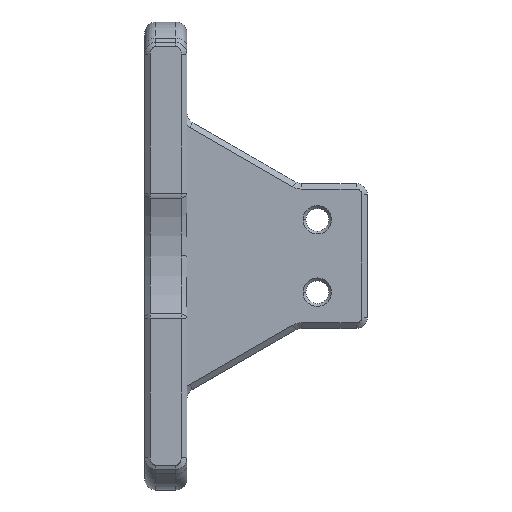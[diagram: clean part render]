
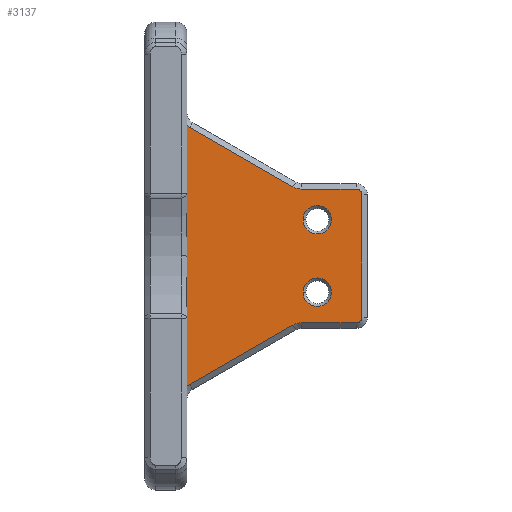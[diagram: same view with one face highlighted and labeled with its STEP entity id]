
A CAD part, top view. The second image highlights one B-rep face of the part: STEP entity #3137.
In plain terms, the highlighted planar face has unit normal (0, 0, 1).
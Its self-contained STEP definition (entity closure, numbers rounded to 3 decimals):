
#9 = CARTESIAN_POINT ( 'NONE',  ( -5.2, -12.851, 6. ) ) ;
#10 = ORIENTED_EDGE ( 'NONE', *, *, #60, .T. ) ;
#22 = CARTESIAN_POINT ( 'NONE',  ( 3.318, -6.201, 6. ) ) ;
#34 = DIRECTION ( 'NONE',  ( 0.866, 0.5, 0. ) ) ;
#41 = VECTOR ( 'NONE', #1509, 1000. ) ;
#60 = EDGE_CURVE ( 'NONE', #3572, #2201, #1537, .T. ) ;
#68 = CIRCLE ( 'NONE', #1817, 1.5 ) ;
#124 = CARTESIAN_POINT ( 'NONE',  ( 9., 6., 6. ) ) ;
#130 = CIRCLE ( 'NONE', #696, 1.275 ) ;
#139 = VERTEX_POINT ( 'NONE', #1762 ) ;
#235 = CIRCLE ( 'NONE', #2278, 1.275 ) ;
#237 = DIRECTION ( 'NONE',  ( 0., 0., -1. ) ) ;
#248 = CARTESIAN_POINT ( 'NONE',  ( -6.2, 11.733, 6. ) ) ;
#260 = ORIENTED_EDGE ( 'NONE', *, *, #2943, .T. ) ;
#281 = VERTEX_POINT ( 'NONE', #2745 ) ;
#395 = CARTESIAN_POINT ( 'NONE',  ( 5.5, -3.25, 6. ) ) ;
#437 = EDGE_CURVE ( 'NONE', #2779, #139, #1569, .T. ) ;
#484 = EDGE_CURVE ( 'NONE', #2640, #2251, #2147, .T. ) ;
#497 = ORIENTED_EDGE ( 'NONE', *, *, #1338, .T. ) ;
#517 = DIRECTION ( 'NONE',  ( 1., 0., 0. ) ) ;
#527 = DIRECTION ( 'NONE',  ( 1., 0., 0. ) ) ;
#544 = CIRCLE ( 'NONE', #2285, 0.5 ) ;
#546 = DIRECTION ( 'NONE',  ( 0., 0., 1. ) ) ;
#653 = VECTOR ( 'NONE', #1578, 1000. ) ;
#689 = ORIENTED_EDGE ( 'NONE', *, *, #1408, .F. ) ;
#696 = AXIS2_PLACEMENT_3D ( 'NONE', #395, #2523, #2826 ) ;
#734 = DIRECTION ( 'NONE',  ( 0., 0., 1. ) ) ;
#802 = DIRECTION ( 'NONE',  ( 0., 0., 1. ) ) ;
#822 = DIRECTION ( 'NONE',  ( 0., -1., 0. ) ) ;
#845 = CARTESIAN_POINT ( 'NONE',  ( -5.95, 11.552, 6. ) ) ;
#864 = CARTESIAN_POINT ( 'NONE',  ( 4.068, 7.5, 6. ) ) ;
#922 = CARTESIAN_POINT ( 'NONE',  ( -5.95, -11.552, 6. ) ) ;
#967 = CARTESIAN_POINT ( 'NONE',  ( 5.5, 3.25, 6. ) ) ;
#1006 = VECTOR ( 'NONE', #1800, 1000. ) ;
#1026 = DIRECTION ( 'NONE',  ( 0., 0., 1. ) ) ;
#1034 = ORIENTED_EDGE ( 'NONE', *, *, #437, .T. ) ;
#1049 = PLANE ( 'NONE',  #2788 ) ;
#1076 = CIRCLE ( 'NONE', #3361, 1.5 ) ;
#1091 = ORIENTED_EDGE ( 'NONE', *, *, #3058, .T. ) ;
#1093 = CARTESIAN_POINT ( 'NONE',  ( 9., -6., 6. ) ) ;
#1110 = VERTEX_POINT ( 'NONE', #3213 ) ;
#1179 = CARTESIAN_POINT ( 'NONE',  ( 4.068, -6., 6. ) ) ;
#1188 = EDGE_CURVE ( 'NONE', #1966, #3271, #1076, .T. ) ;
#1215 = ORIENTED_EDGE ( 'NONE', *, *, #1188, .T. ) ;
#1244 = AXIS2_PLACEMENT_3D ( 'NONE', #9, #2372, #2983 ) ;
#1276 = CARTESIAN_POINT ( 'NONE',  ( 6.775, -3.25, 6. ) ) ;
#1338 = EDGE_CURVE ( 'NONE', #3271, #2640, #2240, .T. ) ;
#1362 = CARTESIAN_POINT ( 'NONE',  ( 5.5, 3.25, 6. ) ) ;
#1408 = EDGE_CURVE ( 'NONE', #3565, #1110, #130, .T. ) ;
#1456 = CARTESIAN_POINT ( 'NONE',  ( 9., -5.5, 6. ) ) ;
#1457 = EDGE_CURVE ( 'NONE', #2605, #281, #235, .T. ) ;
#1509 = DIRECTION ( 'NONE',  ( 0., 1., 0. ) ) ;
#1532 = EDGE_CURVE ( 'NONE', #2251, #3571, #2439, .T. ) ;
#1537 = CIRCLE ( 'NONE', #1244, 1.5 ) ;
#1550 = DIRECTION ( 'NONE',  ( 0., 0., 1. ) ) ;
#1569 = LINE ( 'NONE', #845, #2300 ) ;
#1578 = DIRECTION ( 'NONE',  ( 1., 0., 0. ) ) ;
#1585 = CARTESIAN_POINT ( 'NONE',  ( 5.5, -3.25, 6. ) ) ;
#1623 = DIRECTION ( 'NONE',  ( 1., 0., 0. ) ) ;
#1630 = DIRECTION ( 'NONE',  ( 0., 0., 1. ) ) ;
#1695 = FACE_BOUND ( 'NONE', #2187, .T. ) ;
#1712 = VERTEX_POINT ( 'NONE', #124 ) ;
#1732 = VERTEX_POINT ( 'NONE', #2207 ) ;
#1762 = CARTESIAN_POINT ( 'NONE',  ( -5.95, 11.552, 6. ) ) ;
#1800 = DIRECTION ( 'NONE',  ( -1., 0., 0. ) ) ;
#1817 = AXIS2_PLACEMENT_3D ( 'NONE', #3820, #2333, #2021 ) ;
#1862 = AXIS2_PLACEMENT_3D ( 'NONE', #967, #1550, #3650 ) ;
#1876 = ORIENTED_EDGE ( 'NONE', *, *, #484, .T. ) ;
#1886 = LINE ( 'NONE', #22, #2081 ) ;
#1966 = VERTEX_POINT ( 'NONE', #2267 ) ;
#1976 = CARTESIAN_POINT ( 'NONE',  ( -6.2, 0., 6. ) ) ;
#1983 = CIRCLE ( 'NONE', #3021, 1.5 ) ;
#2021 = DIRECTION ( 'NONE',  ( 1., 0., 0. ) ) ;
#2023 = ORIENTED_EDGE ( 'NONE', *, *, #2472, .F. ) ;
#2081 = VECTOR ( 'NONE', #34, 1000. ) ;
#2134 = CIRCLE ( 'NONE', #3085, 1.275 ) ;
#2147 = CIRCLE ( 'NONE', #3600, 0.5 ) ;
#2182 = CARTESIAN_POINT ( 'NONE',  ( -6.2, -11.733, 6. ) ) ;
#2187 = EDGE_LOOP ( 'NONE', ( #689, #2023 ) ) ;
#2201 = VERTEX_POINT ( 'NONE', #922 ) ;
#2207 = CARTESIAN_POINT ( 'NONE',  ( 4.068, 6., 6. ) ) ;
#2240 = LINE ( 'NONE', #3431, #653 ) ;
#2251 = VERTEX_POINT ( 'NONE', #2766 ) ;
#2264 = CARTESIAN_POINT ( 'NONE',  ( 0., 0., 6. ) ) ;
#2265 = EDGE_CURVE ( 'NONE', #281, #2605, #2469, .T. ) ;
#2267 = CARTESIAN_POINT ( 'NONE',  ( 3.318, -6.201, 6. ) ) ;
#2278 = AXIS2_PLACEMENT_3D ( 'NONE', #1362, #802, #517 ) ;
#2285 = AXIS2_PLACEMENT_3D ( 'NONE', #3778, #1026, #1623 ) ;
#2300 = VECTOR ( 'NONE', #2654, 1000. ) ;
#2315 = DIRECTION ( 'NONE',  ( 0., 0., -1. ) ) ;
#2333 = DIRECTION ( 'NONE',  ( 0., 0., -1. ) ) ;
#2344 = DIRECTION ( 'NONE',  ( 1., 0., 0. ) ) ;
#2372 = DIRECTION ( 'NONE',  ( 0., 0., -1. ) ) ;
#2427 = ORIENTED_EDGE ( 'NONE', *, *, #3621, .T. ) ;
#2439 = LINE ( 'NONE', #2999, #41 ) ;
#2469 = CIRCLE ( 'NONE', #1862, 1.275 ) ;
#2472 = EDGE_CURVE ( 'NONE', #1110, #3565, #2134, .T. ) ;
#2523 = DIRECTION ( 'NONE',  ( 0., 0., 1. ) ) ;
#2605 = VERTEX_POINT ( 'NONE', #2960 ) ;
#2640 = VERTEX_POINT ( 'NONE', #1093 ) ;
#2643 = DIRECTION ( 'NONE',  ( 1., 0., 0. ) ) ;
#2654 = DIRECTION ( 'NONE',  ( -0.866, 0.5, 0. ) ) ;
#2676 = EDGE_CURVE ( 'NONE', #139, #3675, #68, .T. ) ;
#2705 = CARTESIAN_POINT ( 'NONE',  ( 4.068, 6., 6. ) ) ;
#2745 = CARTESIAN_POINT ( 'NONE',  ( 6.775, 3.25, 6. ) ) ;
#2766 = CARTESIAN_POINT ( 'NONE',  ( 9.5, -5.5, 6. ) ) ;
#2779 = VERTEX_POINT ( 'NONE', #3067 ) ;
#2788 = AXIS2_PLACEMENT_3D ( 'NONE', #2264, #1630, #3743 ) ;
#2826 = DIRECTION ( 'NONE',  ( 1., 0., 0. ) ) ;
#2827 = ORIENTED_EDGE ( 'NONE', *, *, #3416, .T. ) ;
#2943 = EDGE_CURVE ( 'NONE', #3675, #3572, #3637, .T. ) ;
#2960 = CARTESIAN_POINT ( 'NONE',  ( 4.225, 3.25, 6. ) ) ;
#2983 = DIRECTION ( 'NONE',  ( 1., 0., 0. ) ) ;
#2999 = CARTESIAN_POINT ( 'NONE',  ( 9.5, 5.5, 6. ) ) ;
#3021 = AXIS2_PLACEMENT_3D ( 'NONE', #864, #2315, #2344 ) ;
#3033 = LINE ( 'NONE', #2705, #1006 ) ;
#3058 = EDGE_CURVE ( 'NONE', #1712, #1732, #3033, .T. ) ;
#3067 = CARTESIAN_POINT ( 'NONE',  ( 3.318, 6.201, 6. ) ) ;
#3068 = EDGE_LOOP ( 'NONE', ( #3694, #3181 ) ) ;
#3085 = AXIS2_PLACEMENT_3D ( 'NONE', #1585, #734, #3147 ) ;
#3137 = ADVANCED_FACE ( 'NONE', ( #3400, #3222, #1695 ), #1049, .T. ) ;
#3147 = DIRECTION ( 'NONE',  ( 1., 0., 0. ) ) ;
#3181 = ORIENTED_EDGE ( 'NONE', *, *, #1457, .F. ) ;
#3213 = CARTESIAN_POINT ( 'NONE',  ( 4.225, -3.25, 6. ) ) ;
#3222 = FACE_BOUND ( 'NONE', #3068, .T. ) ;
#3271 = VERTEX_POINT ( 'NONE', #1179 ) ;
#3272 = VECTOR ( 'NONE', #822, 1000. ) ;
#3361 = AXIS2_PLACEMENT_3D ( 'NONE', #3822, #237, #527 ) ;
#3364 = CARTESIAN_POINT ( 'NONE',  ( 9.5, 5.5, 6. ) ) ;
#3400 = FACE_OUTER_BOUND ( 'NONE', #3602, .T. ) ;
#3416 = EDGE_CURVE ( 'NONE', #2201, #1966, #1886, .T. ) ;
#3422 = ORIENTED_EDGE ( 'NONE', *, *, #1532, .T. ) ;
#3431 = CARTESIAN_POINT ( 'NONE',  ( 9., -6., 6. ) ) ;
#3479 = ORIENTED_EDGE ( 'NONE', *, *, #3744, .T. ) ;
#3565 = VERTEX_POINT ( 'NONE', #1276 ) ;
#3571 = VERTEX_POINT ( 'NONE', #3364 ) ;
#3572 = VERTEX_POINT ( 'NONE', #2182 ) ;
#3600 = AXIS2_PLACEMENT_3D ( 'NONE', #1456, #546, #2643 ) ;
#3602 = EDGE_LOOP ( 'NONE', ( #260, #10, #2827, #1215, #497, #1876, #3422, #2427, #1091, #3479, #1034, #3859 ) ) ;
#3621 = EDGE_CURVE ( 'NONE', #3571, #1712, #544, .T. ) ;
#3637 = LINE ( 'NONE', #1976, #3272 ) ;
#3650 = DIRECTION ( 'NONE',  ( 1., 0., 0. ) ) ;
#3675 = VERTEX_POINT ( 'NONE', #248 ) ;
#3694 = ORIENTED_EDGE ( 'NONE', *, *, #2265, .F. ) ;
#3743 = DIRECTION ( 'NONE',  ( 1., 0., 0. ) ) ;
#3744 = EDGE_CURVE ( 'NONE', #1732, #2779, #1983, .T. ) ;
#3778 = CARTESIAN_POINT ( 'NONE',  ( 9., 5.5, 6. ) ) ;
#3820 = CARTESIAN_POINT ( 'NONE',  ( -5.2, 12.851, 6. ) ) ;
#3822 = CARTESIAN_POINT ( 'NONE',  ( 4.068, -7.5, 6. ) ) ;
#3859 = ORIENTED_EDGE ( 'NONE', *, *, #2676, .T. ) ;
